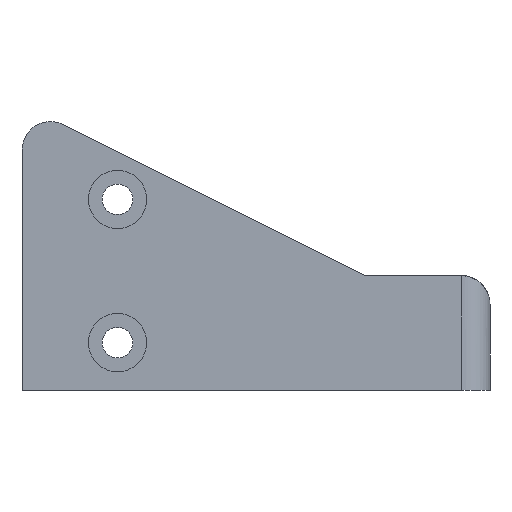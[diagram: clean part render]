
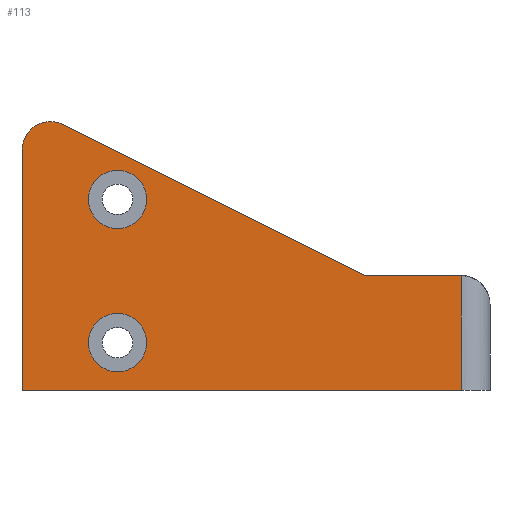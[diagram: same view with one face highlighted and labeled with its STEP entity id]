
A CAD part, left-side view. The second image highlights one B-rep face of the part: STEP entity #113.
In plain terms, the highlighted planar face has unit normal (-1, 0, 0).
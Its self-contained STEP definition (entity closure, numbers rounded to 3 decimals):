
#21 = EDGE_CURVE('',#22,#24,#26,.T.);
#22 = VERTEX_POINT('',#23);
#23 = CARTESIAN_POINT('',(125.,150.,214.));
#24 = VERTEX_POINT('',#25);
#25 = CARTESIAN_POINT('',(125.,104.,214.));
#26 = LINE('',#27,#28);
#27 = CARTESIAN_POINT('',(125.,150.,214.));
#28 = VECTOR('',#29,1.);
#29 = DIRECTION('',(-0.,-1.,-0.));
#113 = ADVANCED_FACE('',(#114,#156,#167),#178,.T.);
#114 = FACE_BOUND('',#115,.F.);
#115 = EDGE_LOOP('',(#116,#124,#133,#141,#149,#155));
#116 = ORIENTED_EDGE('',*,*,#117,.T.);
#117 = EDGE_CURVE('',#22,#118,#120,.T.);
#118 = VERTEX_POINT('',#119);
#119 = CARTESIAN_POINT('',(125.,150.,239.146));
#120 = LINE('',#121,#122);
#121 = CARTESIAN_POINT('',(125.,150.,226.));
#122 = VECTOR('',#123,1.);
#123 = DIRECTION('',(0.,0.,1.));
#124 = ORIENTED_EDGE('',*,*,#125,.T.);
#125 = EDGE_CURVE('',#118,#126,#128,.T.);
#126 = VERTEX_POINT('',#127);
#127 = CARTESIAN_POINT('',(125.,145.658,241.829));
#128 = CIRCLE('',#129,3.);
#129 = AXIS2_PLACEMENT_3D('',#130,#131,#132);
#130 = CARTESIAN_POINT('',(125.,147.,239.146));
#131 = DIRECTION('',(1.,0.,0.));
#132 = DIRECTION('',(0.,-0.,-1.));
#133 = ORIENTED_EDGE('',*,*,#134,.T.);
#134 = EDGE_CURVE('',#126,#135,#137,.T.);
#135 = VERTEX_POINT('',#136);
#136 = CARTESIAN_POINT('',(125.,114.,226.));
#137 = LINE('',#138,#139);
#138 = CARTESIAN_POINT('',(125.,150.,244.));
#139 = VECTOR('',#140,1.);
#140 = DIRECTION('',(-0.,-0.894,-0.447));
#141 = ORIENTED_EDGE('',*,*,#142,.T.);
#142 = EDGE_CURVE('',#135,#143,#145,.T.);
#143 = VERTEX_POINT('',#144);
#144 = CARTESIAN_POINT('',(125.,104.,226.));
#145 = LINE('',#146,#147);
#146 = CARTESIAN_POINT('',(125.,150.,226.));
#147 = VECTOR('',#148,1.);
#148 = DIRECTION('',(-0.,-1.,-0.));
#149 = ORIENTED_EDGE('',*,*,#150,.F.);
#150 = EDGE_CURVE('',#24,#143,#151,.T.);
#151 = LINE('',#152,#153);
#152 = CARTESIAN_POINT('',(125.,104.,214.));
#153 = VECTOR('',#154,1.);
#154 = DIRECTION('',(-0.,-0.,1.));
#155 = ORIENTED_EDGE('',*,*,#21,.F.);
#156 = FACE_BOUND('',#157,.F.);
#157 = EDGE_LOOP('',(#158));
#158 = ORIENTED_EDGE('',*,*,#159,.F.);
#159 = EDGE_CURVE('',#160,#160,#162,.T.);
#160 = VERTEX_POINT('',#161);
#161 = CARTESIAN_POINT('',(125.,140.,215.95));
#162 = CIRCLE('',#163,3.05);
#163 = AXIS2_PLACEMENT_3D('',#164,#165,#166);
#164 = CARTESIAN_POINT('',(125.,140.,219.));
#165 = DIRECTION('',(1.,-0.,0.));
#166 = DIRECTION('',(0.,0.,-1.));
#167 = FACE_BOUND('',#168,.F.);
#168 = EDGE_LOOP('',(#169));
#169 = ORIENTED_EDGE('',*,*,#170,.F.);
#170 = EDGE_CURVE('',#171,#171,#173,.T.);
#171 = VERTEX_POINT('',#172);
#172 = CARTESIAN_POINT('',(125.,140.,230.95));
#173 = CIRCLE('',#174,3.05);
#174 = AXIS2_PLACEMENT_3D('',#175,#176,#177);
#175 = CARTESIAN_POINT('',(125.,140.,234.));
#176 = DIRECTION('',(1.,-0.,0.));
#177 = DIRECTION('',(0.,0.,-1.));
#178 = PLANE('',#179);
#179 = AXIS2_PLACEMENT_3D('',#180,#181,#182);
#180 = CARTESIAN_POINT('',(125.,128.749,224.56));
#181 = DIRECTION('',(-1.,-0.,-0.));
#182 = DIRECTION('',(0.,0.,-1.));
